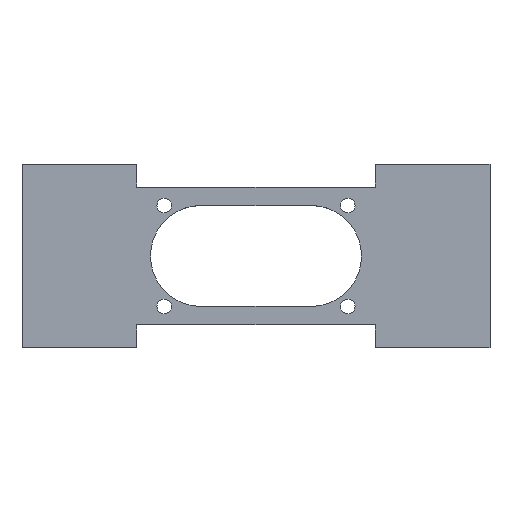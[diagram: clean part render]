
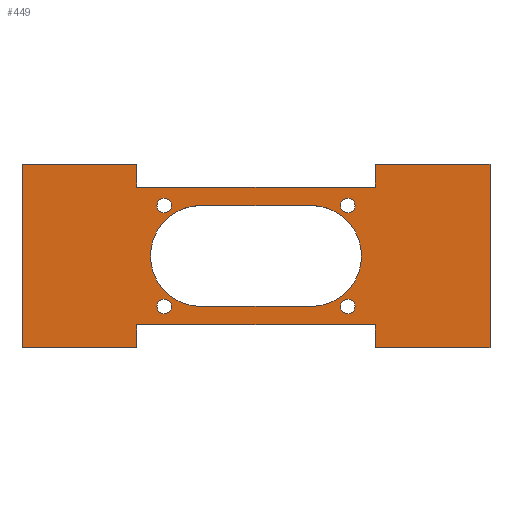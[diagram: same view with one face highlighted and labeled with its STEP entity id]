
A CAD part, top view. The second image highlights one B-rep face of the part: STEP entity #449.
In plain terms, the highlighted planar face has unit normal (0, 0, 1).
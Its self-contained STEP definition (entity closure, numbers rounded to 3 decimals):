
#15=FACE_BOUND('',#84,.T.);
#16=FACE_BOUND('',#85,.T.);
#17=FACE_BOUND('',#86,.T.);
#18=FACE_BOUND('',#87,.T.);
#19=FACE_BOUND('',#88,.T.);
#39=PLANE('',#497);
#61=FACE_OUTER_BOUND('',#83,.T.);
#83=EDGE_LOOP('',(#383,#384,#385,#386,#387,#388,#389,#390,#391,#392,#393,
#394));
#84=EDGE_LOOP('',(#395));
#85=EDGE_LOOP('',(#396));
#86=EDGE_LOOP('',(#397));
#87=EDGE_LOOP('',(#398));
#88=EDGE_LOOP('',(#399,#400,#401,#402));
#99=LINE('',#645,#147);
#104=LINE('',#659,#152);
#109=LINE('',#673,#157);
#112=LINE('',#679,#160);
#115=LINE('',#685,#163);
#118=LINE('',#691,#166);
#121=LINE('',#697,#169);
#124=LINE('',#703,#172);
#127=LINE('',#709,#175);
#130=LINE('',#715,#178);
#133=LINE('',#721,#181);
#136=LINE('',#727,#184);
#139=LINE('',#733,#187);
#142=LINE('',#737,#190);
#147=VECTOR('',#531,10.);
#152=VECTOR('',#544,10.);
#157=VECTOR('',#557,10.);
#160=VECTOR('',#562,10.);
#163=VECTOR('',#567,10.);
#166=VECTOR('',#572,10.);
#169=VECTOR('',#577,10.);
#172=VECTOR('',#582,10.);
#175=VECTOR('',#587,10.);
#178=VECTOR('',#592,10.);
#181=VECTOR('',#597,10.);
#184=VECTOR('',#602,10.);
#187=VECTOR('',#607,10.);
#190=VECTOR('',#612,10.);
#191=CIRCLE('',#466,1.6);
#193=CIRCLE('',#469,1.6);
#195=CIRCLE('',#472,1.6);
#197=CIRCLE('',#475,1.6);
#199=CIRCLE('',#479,11.);
#201=CIRCLE('',#483,11.);
#203=VERTEX_POINT('',#619);
#205=VERTEX_POINT('',#625);
#207=VERTEX_POINT('',#631);
#209=VERTEX_POINT('',#637);
#211=VERTEX_POINT('',#643);
#212=VERTEX_POINT('',#644);
#215=VERTEX_POINT('',#652);
#217=VERTEX_POINT('',#658);
#221=VERTEX_POINT('',#670);
#222=VERTEX_POINT('',#672);
#224=VERTEX_POINT('',#678);
#226=VERTEX_POINT('',#684);
#228=VERTEX_POINT('',#690);
#230=VERTEX_POINT('',#696);
#232=VERTEX_POINT('',#702);
#234=VERTEX_POINT('',#708);
#236=VERTEX_POINT('',#714);
#238=VERTEX_POINT('',#720);
#240=VERTEX_POINT('',#726);
#242=VERTEX_POINT('',#732);
#243=EDGE_CURVE('',#203,#203,#191,.T.);
#246=EDGE_CURVE('',#205,#205,#193,.T.);
#249=EDGE_CURVE('',#207,#207,#195,.T.);
#252=EDGE_CURVE('',#209,#209,#197,.T.);
#255=EDGE_CURVE('',#211,#212,#99,.T.);
#259=EDGE_CURVE('',#215,#211,#199,.T.);
#262=EDGE_CURVE('',#217,#215,#104,.T.);
#265=EDGE_CURVE('',#212,#217,#201,.T.);
#269=EDGE_CURVE('',#222,#221,#109,.T.);
#272=EDGE_CURVE('',#224,#222,#112,.T.);
#275=EDGE_CURVE('',#226,#224,#115,.T.);
#278=EDGE_CURVE('',#228,#226,#118,.T.);
#281=EDGE_CURVE('',#230,#228,#121,.T.);
#284=EDGE_CURVE('',#232,#230,#124,.T.);
#287=EDGE_CURVE('',#234,#232,#127,.T.);
#290=EDGE_CURVE('',#236,#234,#130,.T.);
#293=EDGE_CURVE('',#238,#236,#133,.T.);
#296=EDGE_CURVE('',#240,#238,#136,.T.);
#299=EDGE_CURVE('',#242,#240,#139,.T.);
#302=EDGE_CURVE('',#221,#242,#142,.T.);
#383=ORIENTED_EDGE('',*,*,#302,.T.);
#384=ORIENTED_EDGE('',*,*,#299,.T.);
#385=ORIENTED_EDGE('',*,*,#296,.T.);
#386=ORIENTED_EDGE('',*,*,#293,.T.);
#387=ORIENTED_EDGE('',*,*,#290,.T.);
#388=ORIENTED_EDGE('',*,*,#287,.T.);
#389=ORIENTED_EDGE('',*,*,#284,.T.);
#390=ORIENTED_EDGE('',*,*,#281,.T.);
#391=ORIENTED_EDGE('',*,*,#278,.T.);
#392=ORIENTED_EDGE('',*,*,#275,.T.);
#393=ORIENTED_EDGE('',*,*,#272,.T.);
#394=ORIENTED_EDGE('',*,*,#269,.T.);
#395=ORIENTED_EDGE('',*,*,#243,.T.);
#396=ORIENTED_EDGE('',*,*,#246,.T.);
#397=ORIENTED_EDGE('',*,*,#249,.T.);
#398=ORIENTED_EDGE('',*,*,#252,.T.);
#399=ORIENTED_EDGE('',*,*,#255,.T.);
#400=ORIENTED_EDGE('',*,*,#265,.T.);
#401=ORIENTED_EDGE('',*,*,#262,.T.);
#402=ORIENTED_EDGE('',*,*,#259,.T.);
#449=ADVANCED_FACE('',(#61,#15,#16,#17,#18,#19),#39,.T.);
#466=AXIS2_PLACEMENT_3D('',#620,#503,#504);
#469=AXIS2_PLACEMENT_3D('',#626,#510,#511);
#472=AXIS2_PLACEMENT_3D('',#632,#517,#518);
#475=AXIS2_PLACEMENT_3D('',#638,#524,#525);
#479=AXIS2_PLACEMENT_3D('',#653,#537,#538);
#483=AXIS2_PLACEMENT_3D('',#664,#549,#550);
#497=AXIS2_PLACEMENT_3D('',#738,#613,#614);
#503=DIRECTION('center_axis',(0.,0.,-1.));
#504=DIRECTION('ref_axis',(-1.,0.,0.));
#510=DIRECTION('center_axis',(0.,0.,-1.));
#511=DIRECTION('ref_axis',(-1.,0.,0.));
#517=DIRECTION('center_axis',(0.,0.,-1.));
#518=DIRECTION('ref_axis',(-1.,0.,0.));
#524=DIRECTION('center_axis',(0.,0.,-1.));
#525=DIRECTION('ref_axis',(-1.,0.,0.));
#531=DIRECTION('',(-1.,0.,0.));
#537=DIRECTION('center_axis',(0.,0.,-1.));
#538=DIRECTION('ref_axis',(0.,-1.,0.));
#544=DIRECTION('',(1.,0.,0.));
#549=DIRECTION('center_axis',(0.,0.,-1.));
#550=DIRECTION('ref_axis',(-1.,0.,0.));
#557=DIRECTION('',(-1.,0.,0.));
#562=DIRECTION('',(0.,1.,0.));
#567=DIRECTION('',(-1.,0.,0.));
#572=DIRECTION('',(0.,-1.,0.));
#577=DIRECTION('',(-1.,0.,0.));
#582=DIRECTION('',(0.,1.,0.));
#587=DIRECTION('',(1.,0.,0.));
#592=DIRECTION('',(0.,-1.,0.));
#597=DIRECTION('',(1.,0.,0.));
#602=DIRECTION('',(0.,1.,0.));
#607=DIRECTION('',(1.,0.,0.));
#612=DIRECTION('',(0.,-1.,0.));
#613=DIRECTION('center_axis',(0.,0.,1.));
#614=DIRECTION('ref_axis',(1.,0.,0.));
#619=CARTESIAN_POINT('',(32.6,9.,3.));
#620=CARTESIAN_POINT('Origin',(31.,9.,3.));
#625=CARTESIAN_POINT('',(72.6,9.,3.));
#626=CARTESIAN_POINT('Origin',(71.,9.,3.));
#631=CARTESIAN_POINT('',(32.6,31.,3.));
#632=CARTESIAN_POINT('Origin',(31.,31.,3.));
#637=CARTESIAN_POINT('',(72.6,31.,3.));
#638=CARTESIAN_POINT('Origin',(71.,31.,3.));
#643=CARTESIAN_POINT('',(63.,9.,3.));
#644=CARTESIAN_POINT('',(39.,9.,3.));
#645=CARTESIAN_POINT('',(57.,9.,3.));
#652=CARTESIAN_POINT('',(63.,31.,3.));
#653=CARTESIAN_POINT('Origin',(63.,20.,3.));
#658=CARTESIAN_POINT('',(39.,31.,3.));
#659=CARTESIAN_POINT('',(45.,31.,3.));
#664=CARTESIAN_POINT('Origin',(39.,20.,3.));
#670=CARTESIAN_POINT('',(0.,40.,3.));
#672=CARTESIAN_POINT('',(25.,40.,3.));
#673=CARTESIAN_POINT('',(0.,40.,3.));
#678=CARTESIAN_POINT('',(25.,35.,3.));
#679=CARTESIAN_POINT('',(25.,40.,3.));
#684=CARTESIAN_POINT('',(77.,35.,3.));
#685=CARTESIAN_POINT('',(25.,35.,3.));
#690=CARTESIAN_POINT('',(77.,40.,3.));
#691=CARTESIAN_POINT('',(77.,35.,3.));
#696=CARTESIAN_POINT('',(102.,40.,3.));
#697=CARTESIAN_POINT('',(77.,40.,3.));
#702=CARTESIAN_POINT('',(102.,0.,3.));
#703=CARTESIAN_POINT('',(102.,0.,3.));
#708=CARTESIAN_POINT('',(77.,0.,3.));
#709=CARTESIAN_POINT('',(77.,0.,3.));
#714=CARTESIAN_POINT('',(77.,5.,3.));
#715=CARTESIAN_POINT('',(77.,5.,3.));
#720=CARTESIAN_POINT('',(25.,5.,3.));
#721=CARTESIAN_POINT('',(25.,5.,3.));
#726=CARTESIAN_POINT('',(25.,0.,3.));
#727=CARTESIAN_POINT('',(25.,0.,3.));
#732=CARTESIAN_POINT('',(0.,0.,3.));
#733=CARTESIAN_POINT('',(0.,0.,3.));
#737=CARTESIAN_POINT('',(0.,40.,3.));
#738=CARTESIAN_POINT('Origin',(51.,20.,3.));
